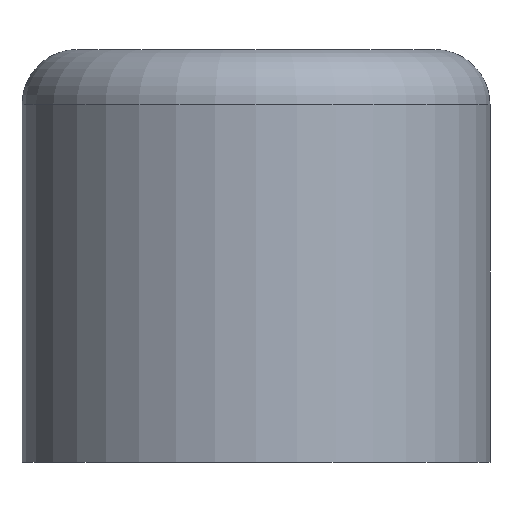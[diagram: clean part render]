
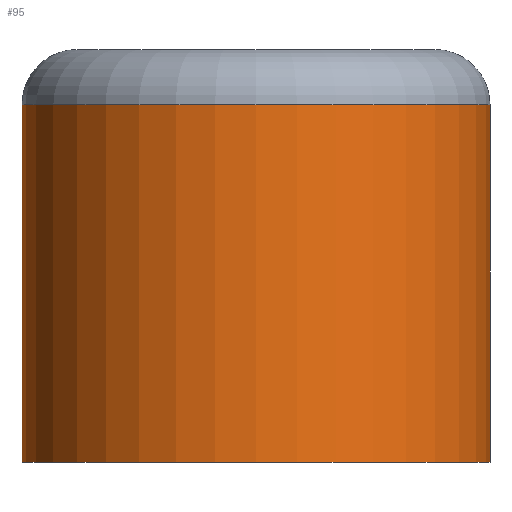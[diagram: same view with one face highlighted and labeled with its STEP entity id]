
A CAD part, front view. The second image highlights one B-rep face of the part: STEP entity #95.
In plain terms, the highlighted cylindrical face has radius 8.5 mm (diameter 17 mm), a full revolution.
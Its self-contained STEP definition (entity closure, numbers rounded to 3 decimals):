
#20=LINE('',#158,#25);
#25=VECTOR('',#128,8.5);
#30=CYLINDRICAL_SURFACE('',#107,8.5);
#33=FACE_OUTER_BOUND('',#40,.T.);
#40=EDGE_LOOP('',(#75,#76,#77,#78));
#49=CIRCLE('',#106,8.5);
#50=CIRCLE('',#108,8.5);
#54=VERTEX_POINT('',#153);
#55=VERTEX_POINT('',#157);
#62=EDGE_CURVE('',#54,#54,#49,.T.);
#63=EDGE_CURVE('',#54,#55,#20,.T.);
#64=EDGE_CURVE('',#55,#55,#50,.T.);
#75=ORIENTED_EDGE('',*,*,#62,.F.);
#76=ORIENTED_EDGE('',*,*,#63,.T.);
#77=ORIENTED_EDGE('',*,*,#64,.T.);
#78=ORIENTED_EDGE('',*,*,#63,.F.);
#95=ADVANCED_FACE('',(#33),#30,.T.);
#106=AXIS2_PLACEMENT_3D('',#155,#124,#125);
#107=AXIS2_PLACEMENT_3D('',#156,#126,#127);
#108=AXIS2_PLACEMENT_3D('',#159,#129,#130);
#124=DIRECTION('center_axis',(0.,0.,1.));
#125=DIRECTION('ref_axis',(1.,0.,0.));
#126=DIRECTION('center_axis',(0.,0.,1.));
#127=DIRECTION('ref_axis',(1.,0.,0.));
#128=DIRECTION('',(0.,0.,-1.));
#129=DIRECTION('center_axis',(0.,0.,1.));
#130=DIRECTION('ref_axis',(1.,0.,0.));
#153=CARTESIAN_POINT('',(374.551,-8.846,63.));
#155=CARTESIAN_POINT('Origin',(383.051,-8.846,63.));
#156=CARTESIAN_POINT('Origin',(383.051,-8.846,50.));
#157=CARTESIAN_POINT('',(374.551,-8.846,50.));
#158=CARTESIAN_POINT('',(374.551,-8.846,50.));
#159=CARTESIAN_POINT('Origin',(383.051,-8.846,50.));
